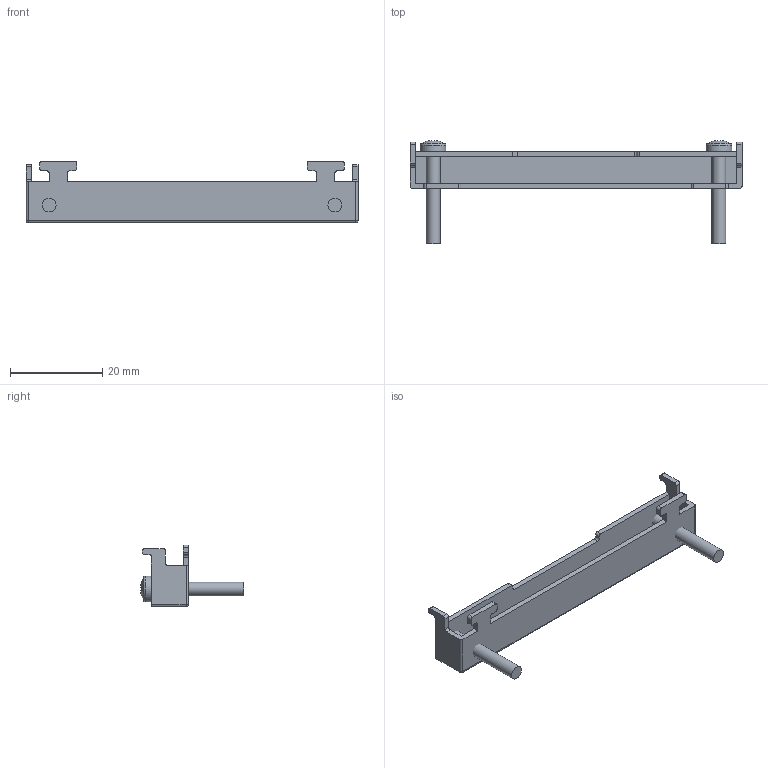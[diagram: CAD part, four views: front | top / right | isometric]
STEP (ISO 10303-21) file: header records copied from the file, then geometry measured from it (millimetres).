
FILE_DESCRIPTION (( 'STEP AP214' ), '1' );
FILE_NAME ('HMI-BRK-1.STEP', '2023-05-03T11:31:46', ( '' ), ( '' ), 'SwSTEP 2.0', 'SolidWorks 2021', '' );
FILE_SCHEMA (( 'AUTOMOTIVE_DESIGN' ));
Length unit declared in the file: inch
Products named in the file (1): HMI-BRK-1
Bounding box: 72.05 x 22.37 x 13.45 mm (x, y, z)
Volume: 2444.2 mm3; surface area: 4436.9 mm2
Topology: 3 solids, 3 shells, 116 faces, 296 edges, 188 vertices
Faces by surface type: plane 70, cylinder 40, sphere 4, torus 2
Full cylindrical faces by diameter (mm): 2.5 x4, 3 x2, 5.6 x2
Entity records: 3498 total; most frequent: DIRECTION 616, CARTESIAN_POINT 591, ORIENTED_EDGE 564, EDGE_CURVE 282, AXIS2_PLACEMENT_3D 219, VERTEX_POINT 186, LINE 178, VECTOR 178
